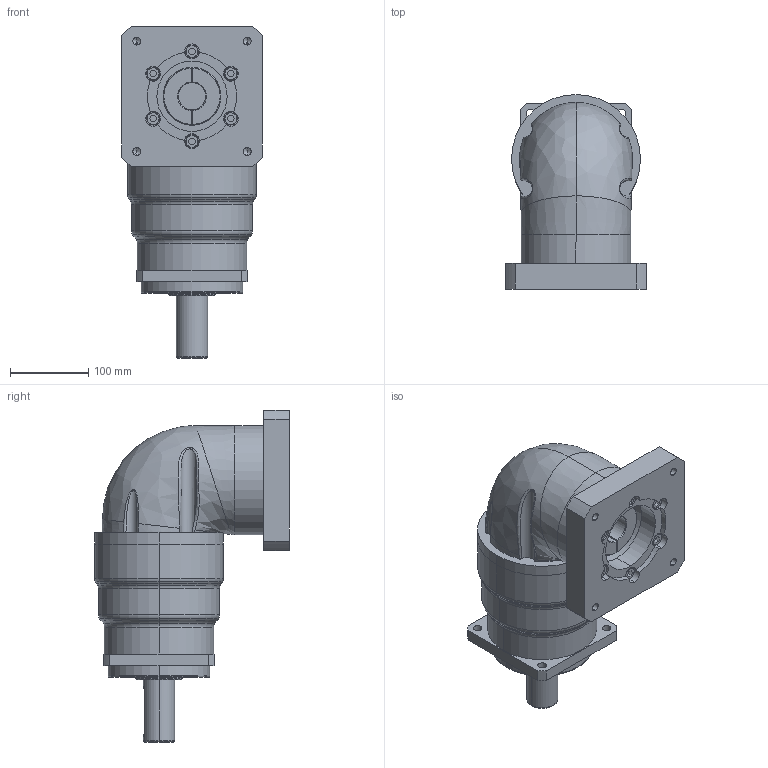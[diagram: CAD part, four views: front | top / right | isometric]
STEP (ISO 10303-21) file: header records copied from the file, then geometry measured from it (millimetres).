
FILE_DESCRIPTION((''),'2;1');
FILE_NAME('EVB142-L2-S235-1140001_ASM','2022-06-14T10:53:50',('Administrator'),(''),'CREO PARAMETRIC BY PTC INC, 2019010','CREO PARAMETRIC BY PTC INC, 2019010','');
FILE_SCHEMA(('CONFIG_CONTROL_DESIGN'));
Length unit declared in the file: millimetre
Products named in the file (3): 300; 20001; EVB142-L2-S235-1140001_ASM
Assembly tree (2 placements, depth 2):
  EVB142-L2-S235-1140001_ASM
    300
    20001
Bounding box: 180 x 249.5 x 425.2 mm (x, y, z)
Volume: 6856988.7 mm3; surface area: 388507.5 mm2
Topology: 2 solids, 2 shells, 253 faces, 636 edges, 404 vertices
Faces by surface type: plane 87, cylinder 86, torus 48, cone 18, bspline 14
Entity records: 12145 total; most frequent: CARTESIAN_POINT 5890, DIRECTION 1372, ORIENTED_EDGE 1252, EDGE_CURVE 626, AXIS2_PLACEMENT_3D 555, VERTEX_POINT 404, CIRCLE 311, EDGE_LOOP 288
